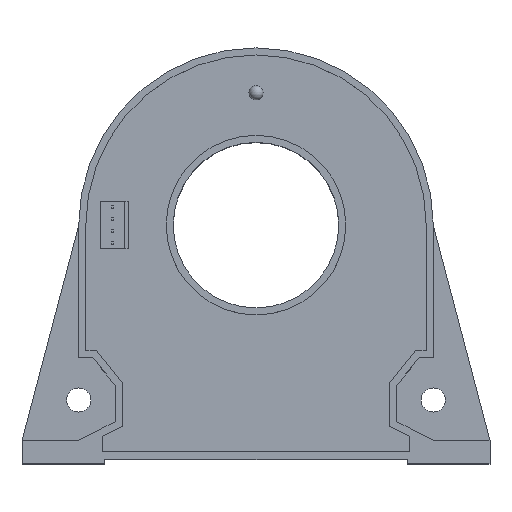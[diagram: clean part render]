
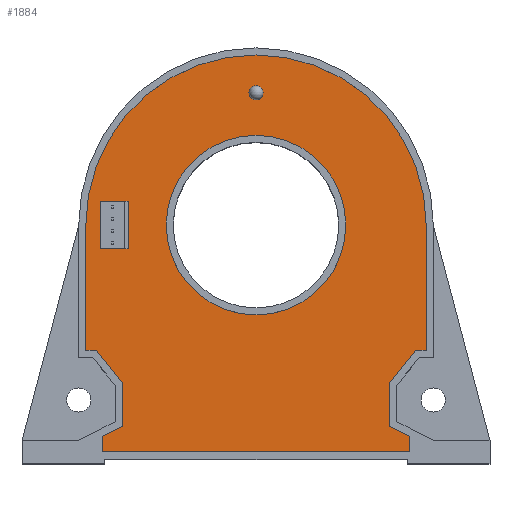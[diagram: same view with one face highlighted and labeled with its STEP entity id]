
A CAD part, top view. The second image highlights one B-rep face of the part: STEP entity #1884.
In plain terms, the highlighted planar face has unit normal (0, 0, 1).
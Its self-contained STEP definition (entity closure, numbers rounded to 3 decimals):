
#56=PLANE('',#2048);
#106=FACE_BOUND('',#274,.T.);
#107=FACE_BOUND('',#275,.T.);
#108=FACE_BOUND('',#276,.T.);
#173=FACE_OUTER_BOUND('',#273,.T.);
#273=EDGE_LOOP('',(#1569,#1570,#1571,#1572,#1573,#1574,#1575,#1576,#1577,
#1578,#1579,#1580,#1581,#1582));
#274=EDGE_LOOP('',(#1583,#1584));
#275=EDGE_LOOP('',(#1585,#1586));
#276=EDGE_LOOP('',(#1587,#1588,#1589,#1590));
#415=LINE('',#2890,#618);
#417=LINE('',#2894,#620);
#419=LINE('',#2898,#622);
#421=LINE('',#2902,#624);
#423=LINE('',#2906,#626);
#425=LINE('',#2910,#628);
#427=LINE('',#2914,#630);
#429=LINE('',#2918,#632);
#431=LINE('',#2922,#634);
#433=LINE('',#2926,#636);
#436=LINE('',#2934,#639);
#438=LINE('',#2938,#641);
#440=LINE('',#2941,#643);
#447=LINE('',#2960,#650);
#448=LINE('',#2962,#651);
#449=LINE('',#2964,#652);
#450=LINE('',#2965,#653);
#618=VECTOR('',#2368,1000.);
#620=VECTOR('',#2372,1000.);
#622=VECTOR('',#2376,1000.);
#624=VECTOR('',#2380,1000.);
#626=VECTOR('',#2384,1000.);
#628=VECTOR('',#2388,1000.);
#630=VECTOR('',#2392,1000.);
#632=VECTOR('',#2396,1000.);
#634=VECTOR('',#2400,1000.);
#636=VECTOR('',#2404,1000.);
#639=VECTOR('',#2413,1000.);
#641=VECTOR('',#2417,1000.);
#643=VECTOR('',#2421,1000.);
#650=VECTOR('',#2448,1000.);
#651=VECTOR('',#2449,1000.);
#652=VECTOR('',#2450,1000.);
#653=VECTOR('',#2451,1000.);
#716=CIRCLE('',#1934,1.5);
#719=CIRCLE('',#1937,1.5);
#721=CIRCLE('',#1941,19.);
#724=CIRCLE('',#1944,19.);
#764=CIRCLE('',#2035,36.);
#765=VERTEX_POINT('',#2572);
#766=VERTEX_POINT('',#2573);
#771=VERTEX_POINT('',#2586);
#772=VERTEX_POINT('',#2587);
#885=VERTEX_POINT('',#2887);
#886=VERTEX_POINT('',#2889);
#887=VERTEX_POINT('',#2893);
#888=VERTEX_POINT('',#2897);
#889=VERTEX_POINT('',#2901);
#890=VERTEX_POINT('',#2905);
#891=VERTEX_POINT('',#2909);
#892=VERTEX_POINT('',#2913);
#893=VERTEX_POINT('',#2917);
#894=VERTEX_POINT('',#2921);
#895=VERTEX_POINT('',#2925);
#896=VERTEX_POINT('',#2929);
#897=VERTEX_POINT('',#2933);
#898=VERTEX_POINT('',#2937);
#899=VERTEX_POINT('',#2958);
#900=VERTEX_POINT('',#2959);
#901=VERTEX_POINT('',#2961);
#902=VERTEX_POINT('',#2963);
#943=EDGE_CURVE('',#765,#766,#716,.T.);
#947=EDGE_CURVE('',#766,#765,#719,.T.);
#949=EDGE_CURVE('',#771,#772,#721,.T.);
#953=EDGE_CURVE('',#772,#771,#724,.T.);
#1104=EDGE_CURVE('',#886,#885,#415,.T.);
#1106=EDGE_CURVE('',#887,#886,#417,.T.);
#1108=EDGE_CURVE('',#888,#887,#419,.T.);
#1110=EDGE_CURVE('',#889,#888,#421,.T.);
#1112=EDGE_CURVE('',#890,#889,#423,.T.);
#1114=EDGE_CURVE('',#891,#890,#425,.T.);
#1116=EDGE_CURVE('',#892,#891,#427,.T.);
#1118=EDGE_CURVE('',#893,#892,#429,.T.);
#1120=EDGE_CURVE('',#894,#893,#431,.T.);
#1122=EDGE_CURVE('',#895,#894,#433,.T.);
#1124=EDGE_CURVE('',#896,#895,#764,.T.);
#1126=EDGE_CURVE('',#897,#896,#436,.T.);
#1128=EDGE_CURVE('',#898,#897,#438,.T.);
#1130=EDGE_CURVE('',#885,#898,#440,.T.);
#1137=EDGE_CURVE('',#899,#900,#447,.T.);
#1138=EDGE_CURVE('',#901,#899,#448,.T.);
#1139=EDGE_CURVE('',#902,#901,#449,.T.);
#1140=EDGE_CURVE('',#900,#902,#450,.T.);
#1569=ORIENTED_EDGE('',*,*,#1124,.T.);
#1570=ORIENTED_EDGE('',*,*,#1122,.T.);
#1571=ORIENTED_EDGE('',*,*,#1120,.T.);
#1572=ORIENTED_EDGE('',*,*,#1118,.T.);
#1573=ORIENTED_EDGE('',*,*,#1116,.T.);
#1574=ORIENTED_EDGE('',*,*,#1114,.T.);
#1575=ORIENTED_EDGE('',*,*,#1112,.T.);
#1576=ORIENTED_EDGE('',*,*,#1110,.T.);
#1577=ORIENTED_EDGE('',*,*,#1108,.T.);
#1578=ORIENTED_EDGE('',*,*,#1106,.T.);
#1579=ORIENTED_EDGE('',*,*,#1104,.T.);
#1580=ORIENTED_EDGE('',*,*,#1130,.T.);
#1581=ORIENTED_EDGE('',*,*,#1128,.T.);
#1582=ORIENTED_EDGE('',*,*,#1126,.T.);
#1583=ORIENTED_EDGE('',*,*,#943,.F.);
#1584=ORIENTED_EDGE('',*,*,#947,.F.);
#1585=ORIENTED_EDGE('',*,*,#949,.F.);
#1586=ORIENTED_EDGE('',*,*,#953,.F.);
#1587=ORIENTED_EDGE('',*,*,#1137,.F.);
#1588=ORIENTED_EDGE('',*,*,#1138,.F.);
#1589=ORIENTED_EDGE('',*,*,#1139,.F.);
#1590=ORIENTED_EDGE('',*,*,#1140,.F.);
#1884=ADVANCED_FACE('',(#173,#106,#107,#108),#56,.T.);
#1934=AXIS2_PLACEMENT_3D('',#2574,#2081,#2082);
#1937=AXIS2_PLACEMENT_3D('',#2580,#2088,#2089);
#1941=AXIS2_PLACEMENT_3D('',#2588,#2096,#2097);
#1944=AXIS2_PLACEMENT_3D('',#2594,#2103,#2104);
#2035=AXIS2_PLACEMENT_3D('',#2930,#2408,#2409);
#2048=AXIS2_PLACEMENT_3D('',#2957,#2446,#2447);
#2081=DIRECTION('center_axis',(0.,0.,1.));
#2082=DIRECTION('ref_axis',(1.,0.,0.));
#2088=DIRECTION('center_axis',(0.,0.,1.));
#2089=DIRECTION('ref_axis',(1.,0.,0.));
#2096=DIRECTION('center_axis',(0.,0.,1.));
#2097=DIRECTION('ref_axis',(1.,0.,0.));
#2103=DIRECTION('center_axis',(0.,0.,1.));
#2104=DIRECTION('ref_axis',(1.,0.,0.));
#2368=DIRECTION('',(0.,1.,0.));
#2372=DIRECTION('',(-0.893,0.451,0.));
#2376=DIRECTION('',(0.021,1.,0.));
#2380=DIRECTION('',(1.,0.,0.));
#2384=DIRECTION('',(0.,-1.,0.));
#2388=DIRECTION('',(-0.893,-0.451,0.));
#2392=DIRECTION('',(0.,-1.,0.));
#2396=DIRECTION('',(0.623,-0.782,0.));
#2400=DIRECTION('',(1.,0.,0.));
#2404=DIRECTION('',(0.,-1.,0.));
#2408=DIRECTION('center_axis',(0.,0.,1.));
#2409=DIRECTION('ref_axis',(1.,0.,0.));
#2413=DIRECTION('',(0.,1.,0.));
#2417=DIRECTION('',(1.,0.,0.));
#2421=DIRECTION('',(0.623,0.782,0.));
#2446=DIRECTION('center_axis',(0.,0.,1.));
#2447=DIRECTION('ref_axis',(1.,0.,0.));
#2448=DIRECTION('',(0.,1.,0.));
#2449=DIRECTION('',(1.,0.,0.));
#2450=DIRECTION('',(0.,-1.,0.));
#2451=DIRECTION('',(-1.,0.,0.));
#2572=CARTESIAN_POINT('',(-1.5,28.,27.));
#2573=CARTESIAN_POINT('',(1.5,28.,27.));
#2574=CARTESIAN_POINT('Origin',(0.,28.,27.));
#2580=CARTESIAN_POINT('Origin',(0.,28.,27.));
#2586=CARTESIAN_POINT('',(-19.,0.,27.));
#2587=CARTESIAN_POINT('',(19.,0.,27.));
#2588=CARTESIAN_POINT('Origin',(0.,0.,27.));
#2594=CARTESIAN_POINT('Origin',(0.,0.,27.));
#2887=CARTESIAN_POINT('',(28.312,-33.355,27.));
#2889=CARTESIAN_POINT('',(28.312,-42.538,27.));
#2890=CARTESIAN_POINT('',(28.312,-42.538,27.));
#2893=CARTESIAN_POINT('',(32.568,-44.689,27.));
#2894=CARTESIAN_POINT('',(32.568,-44.689,27.));
#2897=CARTESIAN_POINT('',(32.5,-47.922,27.));
#2898=CARTESIAN_POINT('',(32.5,-47.922,27.));
#2901=CARTESIAN_POINT('',(-32.547,-47.922,27.));
#2902=CARTESIAN_POINT('',(-32.547,-47.922,27.));
#2905=CARTESIAN_POINT('',(-32.547,-44.678,27.));
#2906=CARTESIAN_POINT('',(-32.547,-44.678,27.));
#2909=CARTESIAN_POINT('',(-28.312,-42.538,27.));
#2910=CARTESIAN_POINT('',(-28.312,-42.538,27.));
#2913=CARTESIAN_POINT('',(-28.312,-33.355,27.));
#2914=CARTESIAN_POINT('',(-28.312,-33.355,27.));
#2917=CARTESIAN_POINT('',(-33.771,-26.5,27.));
#2918=CARTESIAN_POINT('',(-33.771,-26.5,27.));
#2921=CARTESIAN_POINT('',(-36.,-26.5,27.));
#2922=CARTESIAN_POINT('',(-36.,-26.5,27.));
#2925=CARTESIAN_POINT('',(-36.,0.,27.));
#2926=CARTESIAN_POINT('',(-36.,0.,27.));
#2929=CARTESIAN_POINT('',(36.,0.,27.));
#2930=CARTESIAN_POINT('Origin',(0.,0.,27.));
#2933=CARTESIAN_POINT('',(36.,-26.5,27.));
#2934=CARTESIAN_POINT('',(36.,-26.5,27.));
#2937=CARTESIAN_POINT('',(33.771,-26.5,27.));
#2938=CARTESIAN_POINT('',(33.771,-26.5,27.));
#2941=CARTESIAN_POINT('',(28.312,-33.355,27.));
#2957=CARTESIAN_POINT('Origin',(0.,0.,27.));
#2958=CARTESIAN_POINT('',(-27.,-5.,27.));
#2959=CARTESIAN_POINT('',(-27.,5.,27.));
#2960=CARTESIAN_POINT('',(-27.,-5.,27.));
#2961=CARTESIAN_POINT('',(-33.,-5.,27.));
#2962=CARTESIAN_POINT('',(-33.,-5.,27.));
#2963=CARTESIAN_POINT('',(-33.,5.,27.));
#2964=CARTESIAN_POINT('',(-33.,-5.,27.));
#2965=CARTESIAN_POINT('',(-33.,5.,27.));
